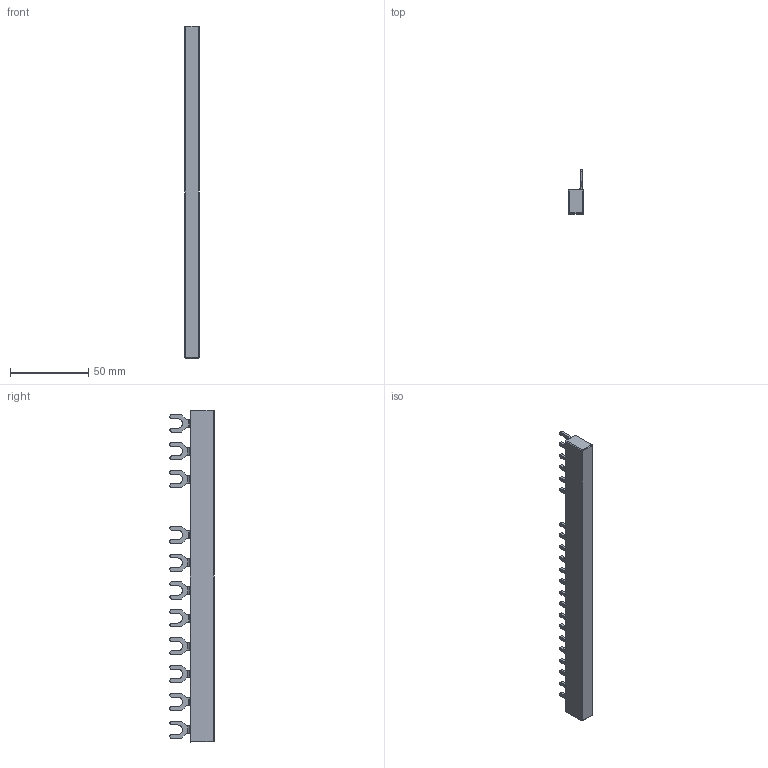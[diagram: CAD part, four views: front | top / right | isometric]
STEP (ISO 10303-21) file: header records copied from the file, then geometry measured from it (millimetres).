
FILE_DESCRIPTION((''),'2;1');
FILE_NAME('STP-IZ10-L1L2L3_L1L2L3_ASM','2021-03-30T',('marketing.praksa'),('Audax d.o.o.'),'CREO PARAMETRIC BY PTC INC, 2017480','CREO PARAMETRIC BY PTC INC, 2017480','');
FILE_SCHEMA(('AUTOMOTIVE_DESIGN { 1 0 10303 214 1 1 1 1 }'));
Length unit declared in the file: millimetre
Products named in the file (7): BASE-WLOGO; PRT0112; PRT0087_1_1_1_1_1; PRT0087_1_2_1_1_1; PRT0087_1_3_1_1_1; ASM0119_ASM; STP-IZ10-L1L2L3_L1L2L3_ASM
Assembly tree (6 placements, depth 3):
  STP-IZ10-L1L2L3_L1L2L3_ASM
    BASE-WLOGO
    PRT0112
    ASM0119_ASM
      PRT0087_1_1_1_1_1
      PRT0087_1_2_1_1_1
      PRT0087_1_3_1_1_1
Bounding box: 9.5 x 28.2 x 212.27 mm (x, y, z)
Volume: 31299.6 mm3; surface area: 13393.7 mm2
Topology: 15 solids, 15 shells, 365 faces, 1111 edges, 775 vertices
Faces by surface type: plane 217, cylinder 144, sphere 4
Entity records: 19236 total; most frequent: CARTESIAN_POINT 2413, ORIENTED_EDGE 2214, DIRECTION 2207, PRESENTATION_STYLE_ASSIGNMENT 1487, STYLED_ITEM 1487, CURVE_STYLE 1107, EDGE_CURVE 1107, VERTEX_POINT 775
